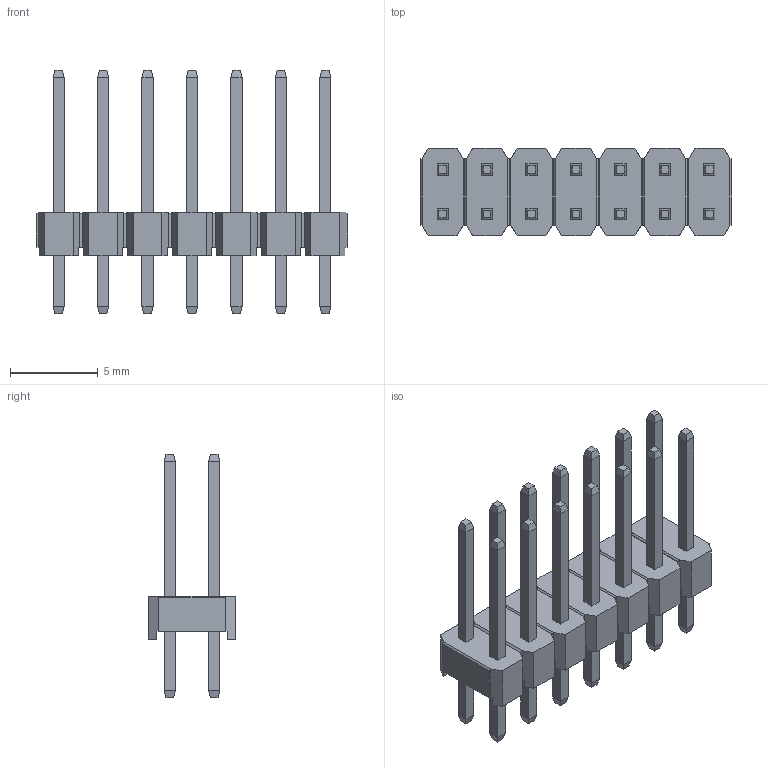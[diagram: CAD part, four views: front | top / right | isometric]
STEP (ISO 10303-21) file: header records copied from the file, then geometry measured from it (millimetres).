
FILE_DESCRIPTION(/* description */ (''),/* implementation_level */ '2;1');
FILE_NAME(/* name */ '944-14-14-xx.stp',/* time_stamp */ '2016-12-09T08:34:52+01:00',/* author */ ('andreas.larin'),/* organization */ (''),/* preprocessor_version */ 'ST-DEVELOPER v15.6',/* originating_system */ 'Autodesk Inventor 2015',/* authorisation */ '');
FILE_SCHEMA (('AUTOMOTIVE_DESIGN { 1 0 10303 214 3 1 1 }'));
Length unit declared in the file: millimetre
Products named in the file (3): 944-Insulator DR; 944-Contact 14; 944-14-14-xx
Bounding box: 17.78 x 5 x 13.9 mm (x, y, z)
Volume: 241.2 mm3; surface area: 866.5 mm2
Topology: 15 solids, 15 shells, 362 faces, 856 edges, 524 vertices
Faces by surface type: plane 362
Entity records: 5753 total; most frequent: CARTESIAN_POINT 1006, ORIENTED_EDGE 984, DIRECTION 888, LINE 492, VECTOR 492, EDGE_CURVE 492, VERTEX_POINT 316, EDGE_LOOP 208
